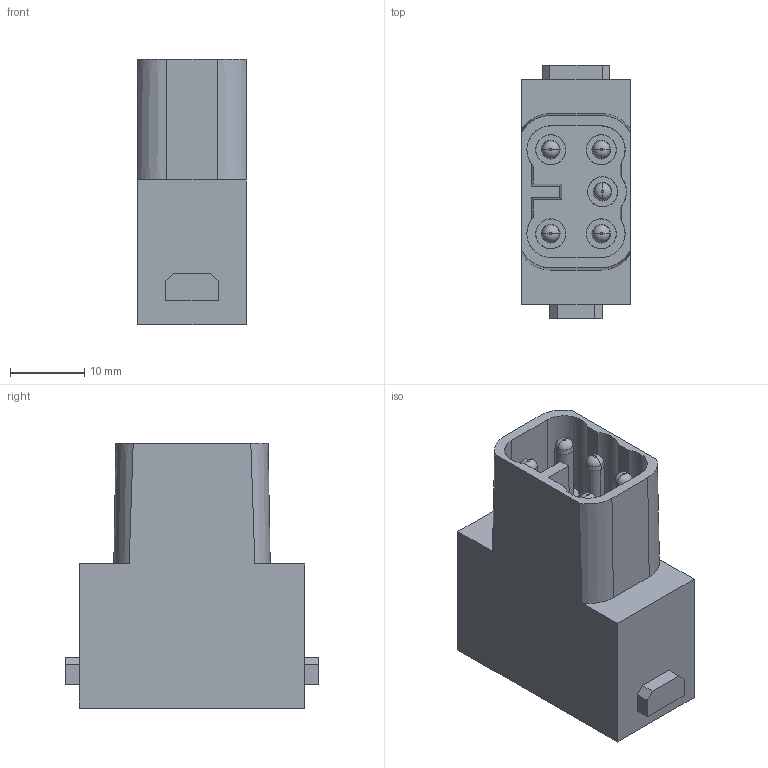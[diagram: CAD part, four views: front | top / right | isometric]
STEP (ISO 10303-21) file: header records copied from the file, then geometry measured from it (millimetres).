
FILE_DESCRIPTION(/* description */ ('Alibre Inc.'),/* implementation_level */ '2;1');
FILE_NAME(/* name */ 'export-68A21247-EA57-453F-B832-734371FE2414',/* time_stamp */ '2022-10-06T17:45:50+02:00',/* author */ (''),/* organization */ (''),/* preprocessor_version */ 'ST-DEVELOPER v17',/* originating_system */ 'Alibre',/* authorisation */ '');
FILE_SCHEMA (('AUTOMOTIVE_DESIGN'));
Length unit declared in the file: millimetre
Products named in the file (2): 1417372_HC_M_05_PT_M-select
Bounding box: 14.6 x 34.1 x 35.7 mm (x, y, z)
Volume: 9497.2 mm3; surface area: 6714.9 mm2
Topology: 1 solids, 1 shells, 319 faces, 898 edges, 604 vertices
Faces by surface type: plane 214, cone 49, cylinder 46, torus 10
Entity records: 14091 total; most frequent: CARTESIAN_POINT 6010, ORIENTED_EDGE 1796, DIRECTION 1344, EDGE_CURVE 898, VECTOR 614, LINE 614, VERTEX_POINT 604, AXIS2_PLACEMENT_3D 477
